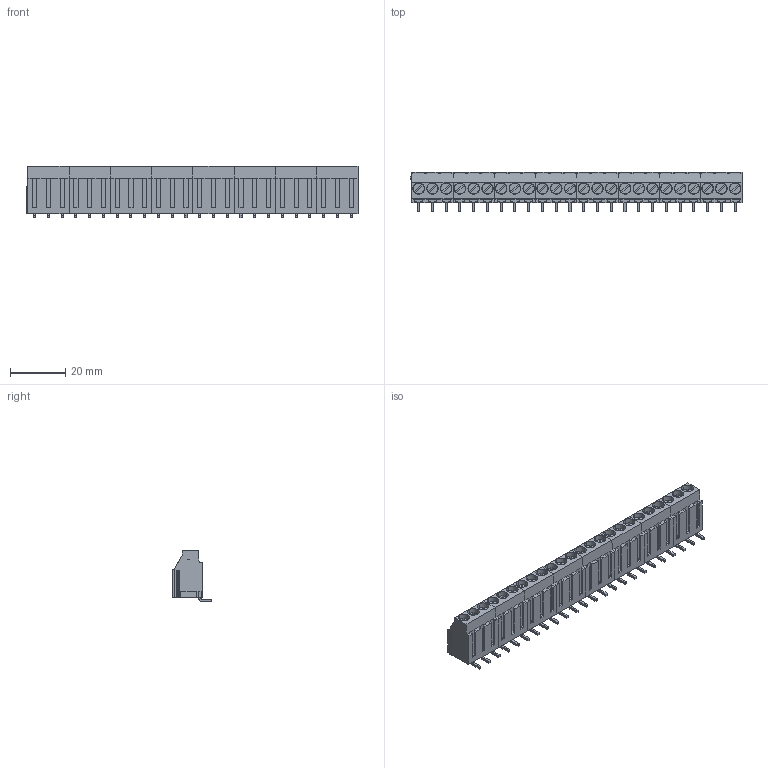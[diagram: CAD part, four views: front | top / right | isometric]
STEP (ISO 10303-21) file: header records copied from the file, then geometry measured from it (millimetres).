
FILE_DESCRIPTION(('CATIA V5 STEP','CAx-IF Rec.Pracs.--- Model Styling and Organization---1.2---2011-12-15'),'2;1');
FILE_NAME ('D1462031_0', '2017-01-24T04:58:51+00:00', ('none'), ('Weidmueller'), 'CATIA Version 5-6 Release 2014', 'CATIA V5 STEP AP214', 'none');
FILE_SCHEMA(('AUTOMOTIVE_DESIGN { 1 0 10303 214 1 1 1 1 }'));
Products named in the file (1): 2429720000
Bounding box: 120.65 x 14.2 x 18.57 mm (x, y, z)
Volume: 15923.2 mm3; surface area: 16063.5 mm2
Topology: 56 solids, 56 shells, 1832 faces, 4800 edges, 3152 vertices
Faces by surface type: plane 1688, cylinder 96, extrusion 48
Entity records: 54831 total; most frequent: CARTESIAN_POINT 10642, ORIENTED_EDGE 9600, DIRECTION 7346, EDGE_CURVE 4800, VECTOR 4464, LINE 4416, VERTEX_POINT 3152, EDGE_LOOP 1904
